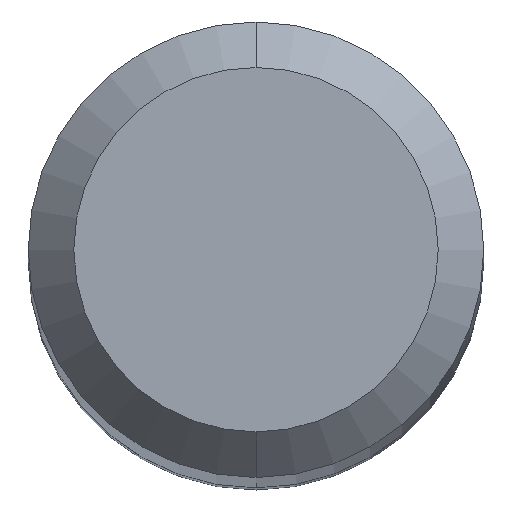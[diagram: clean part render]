
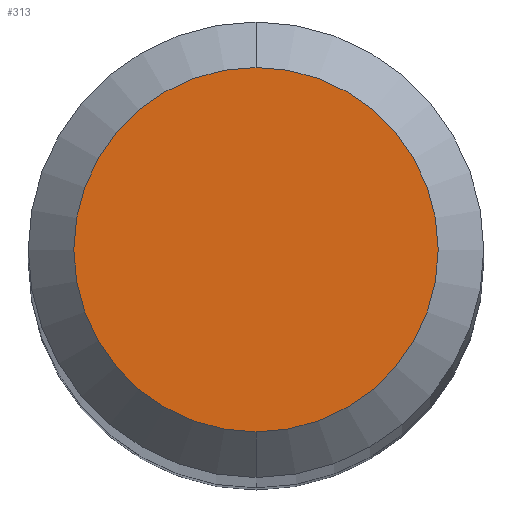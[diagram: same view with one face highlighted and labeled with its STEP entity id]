
A CAD part, top view. The second image highlights one B-rep face of the part: STEP entity #313.
In plain terms, the highlighted planar face has unit normal (0, 0, 1).
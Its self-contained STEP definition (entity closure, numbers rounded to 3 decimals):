
#177=VERTEX_POINT('',#452);
#181=EDGE_CURVE('',#405,#177,#456,.T.);
#197=EDGE_CURVE('',#177,#405,#473,.T.);
#313=ADVANCED_FACE('',(#601),#602,.T.);
#405=VERTEX_POINT('',#705);
#452=CARTESIAN_POINT('',(0.,-1.2,0.0));
#456=CIRCLE('',#763,1.2);
#473=CIRCLE('',#790,1.2);
#601=FACE_OUTER_BOUND('',#1090,.T.);
#602=PLANE('',#1091);
#705=CARTESIAN_POINT('',(0.0,1.2,0.0));
#763=AXIS2_PLACEMENT_3D('',#1319,#1320,#1321);
#790=AXIS2_PLACEMENT_3D('',#1337,#1338,#1339);
#1090=EDGE_LOOP('',(#1480,#1481));
#1091=AXIS2_PLACEMENT_3D('',#1482,#1483,#1484);
#1319=CARTESIAN_POINT('',(0.0,0.0,0.0));
#1320=DIRECTION('',(0.0,0.0,-1.0));
#1321=DIRECTION('',(0.0,1.0,0.0));
#1337=CARTESIAN_POINT('',(0.0,0.0,0.0));
#1338=DIRECTION('',(0.0,0.0,-1.0));
#1339=DIRECTION('',(0.0,1.0,0.0));
#1480=ORIENTED_EDGE('',*,*,#181,.F.);
#1481=ORIENTED_EDGE('',*,*,#197,.F.);
#1482=CARTESIAN_POINT('',(0.0,0.6,0.0));
#1483=DIRECTION('',(-0.0,0.0,1.0));
#1484=DIRECTION('',(0.0,-1.0,0.0));
